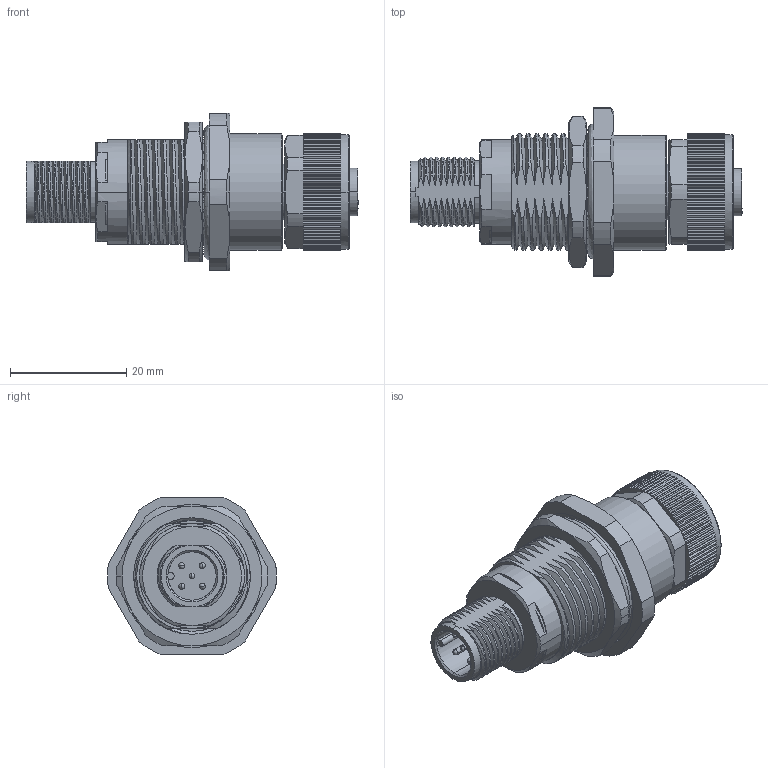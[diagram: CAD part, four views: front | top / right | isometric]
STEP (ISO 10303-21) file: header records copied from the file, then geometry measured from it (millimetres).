
FILE_DESCRIPTION (( 'STEP AP203' ), '1' );
FILE_NAME ('P253.STEP', '2020-03-31T08:31:23', ( 'edpusr' ), ( 'Microsoft' ), 'SwSTEP 2.0', 'SolidWorks 2015', '' );
FILE_SCHEMA (( 'CONFIG_CONTROL_DESIGN' ));
Length unit declared in the file: millimetre
Products named in the file (1): P253
Bounding box: 57 x 29 x 27 mm (x, y, z)
Volume: 14349.3 mm3; surface area: 9281.9 mm2
Topology: 1 solids, 4 shells, 727 faces, 1982 edges, 1265 vertices
Faces by surface type: plane 329, cylinder 241, bspline 94, cone 61, sphere 2
Entity records: 56551 total; most frequent: CARTESIAN_POINT 40612, ORIENTED_EDGE 3924, DIRECTION 2424, EDGE_CURVE 1962, VERTEX_POINT 1263, B_SPLINE_CURVE_WITH_KNOTS 869, AXIS2_PLACEMENT_3D 843, EDGE_LOOP 761
